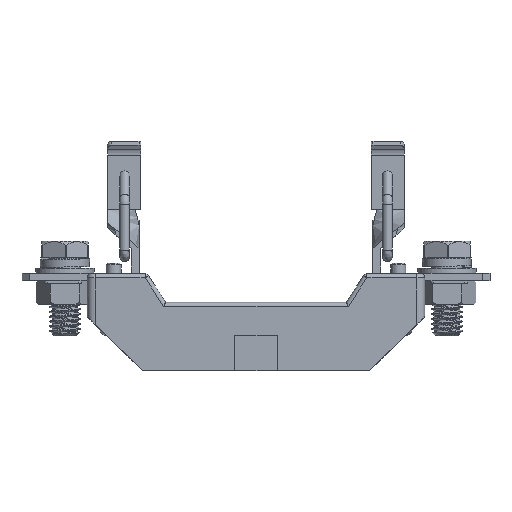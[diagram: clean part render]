
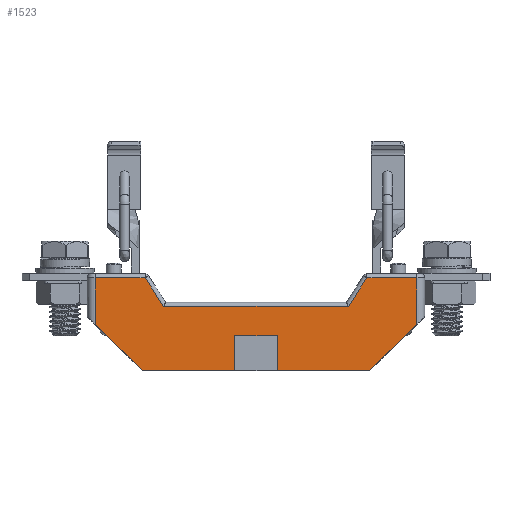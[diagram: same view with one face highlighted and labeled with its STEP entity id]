
A CAD part, left-side view. The second image highlights one B-rep face of the part: STEP entity #1523.
In plain terms, the highlighted planar face has unit normal (-1, 0, 0).
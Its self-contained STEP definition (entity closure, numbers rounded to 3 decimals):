
#1111=PLANE('',#10631);
#1523=ADVANCED_FACE('',(#2133),#1111,.F.);
#2133=FACE_OUTER_BOUND('',#2720,.T.);
#2720=EDGE_LOOP('',(#4231,#4232,#4233,#4234,#4235,#4236,#4237,#4238,#4239,
#4240,#4241,#4242,#4243,#4244));
#4231=ORIENTED_EDGE('',*,*,#7755,.F.);
#4232=ORIENTED_EDGE('',*,*,#7756,.T.);
#4233=ORIENTED_EDGE('',*,*,#7757,.F.);
#4234=ORIENTED_EDGE('',*,*,#7758,.F.);
#4235=ORIENTED_EDGE('',*,*,#7759,.F.);
#4236=ORIENTED_EDGE('',*,*,#7760,.F.);
#4237=ORIENTED_EDGE('',*,*,#7761,.F.);
#4238=ORIENTED_EDGE('',*,*,#7762,.T.);
#4239=ORIENTED_EDGE('',*,*,#7763,.F.);
#4240=ORIENTED_EDGE('',*,*,#7764,.T.);
#4241=ORIENTED_EDGE('',*,*,#7765,.T.);
#4242=ORIENTED_EDGE('',*,*,#7766,.T.);
#4243=ORIENTED_EDGE('',*,*,#7767,.F.);
#4244=ORIENTED_EDGE('',*,*,#7768,.F.);
#6683=VERTEX_POINT('',#20788);
#6684=VERTEX_POINT('',#20789);
#6685=VERTEX_POINT('',#20791);
#6686=VERTEX_POINT('',#20793);
#6687=VERTEX_POINT('',#20795);
#6688=VERTEX_POINT('',#20797);
#6689=VERTEX_POINT('',#20799);
#6690=VERTEX_POINT('',#20801);
#6691=VERTEX_POINT('',#20803);
#6692=VERTEX_POINT('',#20805);
#6693=VERTEX_POINT('',#20807);
#6694=VERTEX_POINT('',#20809);
#6695=VERTEX_POINT('',#20811);
#6696=VERTEX_POINT('',#20813);
#7755=EDGE_CURVE('',#6683,#6684,#9003,.T.);
#7756=EDGE_CURVE('',#6683,#6685,#9004,.T.);
#7757=EDGE_CURVE('',#6686,#6685,#9005,.T.);
#7758=EDGE_CURVE('',#6687,#6686,#9006,.T.);
#7759=EDGE_CURVE('',#6688,#6687,#9007,.T.);
#7760=EDGE_CURVE('',#6689,#6688,#9008,.T.);
#7761=EDGE_CURVE('',#6690,#6689,#9009,.T.);
#7762=EDGE_CURVE('',#6690,#6691,#9010,.T.);
#7763=EDGE_CURVE('',#6692,#6691,#9011,.T.);
#7764=EDGE_CURVE('',#6692,#6693,#9012,.T.);
#7765=EDGE_CURVE('',#6693,#6694,#9013,.T.);
#7766=EDGE_CURVE('',#6694,#6695,#9014,.T.);
#7767=EDGE_CURVE('',#6696,#6695,#9015,.T.);
#7768=EDGE_CURVE('',#6684,#6696,#9016,.T.);
#9003=LINE('',#20787,#9793);
#9004=LINE('',#20790,#9794);
#9005=LINE('',#20792,#9795);
#9006=LINE('',#20794,#9796);
#9007=LINE('',#20796,#9797);
#9008=LINE('',#20798,#9798);
#9009=LINE('',#20800,#9799);
#9010=LINE('',#20802,#9800);
#9011=LINE('',#20804,#9801);
#9012=LINE('',#20806,#9802);
#9013=LINE('',#20808,#9803);
#9014=LINE('',#20810,#9804);
#9015=LINE('',#20812,#9805);
#9016=LINE('',#20814,#9806);
#9793=VECTOR('',#11955,1.);
#9794=VECTOR('',#11956,1.);
#9795=VECTOR('',#11957,1.);
#9796=VECTOR('',#11958,1.);
#9797=VECTOR('',#11959,1.);
#9798=VECTOR('',#11960,1.);
#9799=VECTOR('',#11961,1.);
#9800=VECTOR('',#11962,1.);
#9801=VECTOR('',#11963,1.);
#9802=VECTOR('',#11964,1.);
#9803=VECTOR('',#11965,1.);
#9804=VECTOR('',#11966,1.);
#9805=VECTOR('',#11967,1.);
#9806=VECTOR('',#11968,1.);
#10631=AXIS2_PLACEMENT_3D('',#20815,#11969,#11970);
#11955=DIRECTION('',(0.,-0.545,-0.838));
#11956=DIRECTION('',(0.,1.,0.));
#11957=DIRECTION('',(0.,0.,1.));
#11958=DIRECTION('',(0.,0.716,0.698));
#11959=DIRECTION('',(0.,1.,0.));
#11960=DIRECTION('',(0.,0.,-1.));
#11961=DIRECTION('',(0.,1.,0.));
#11962=DIRECTION('',(0.,0.,-1.));
#11963=DIRECTION('',(0.,1.,0.));
#11964=DIRECTION('',(0.,-0.716,0.698));
#11965=DIRECTION('',(0.,0.,1.));
#11966=DIRECTION('',(0.,1.,0.));
#11967=DIRECTION('',(0.,-0.545,0.838));
#11968=DIRECTION('',(0.,-1.,0.));
#11969=DIRECTION('',(1.,0.,0.));
#11970=DIRECTION('',(0.,0.,-1.));
#20787=CARTESIAN_POINT('',(75.,-31.362,194.155));
#20788=CARTESIAN_POINT('',(75.,-30.812,195.));
#20789=CARTESIAN_POINT('',(75.,-35.557,187.7));
#20790=CARTESIAN_POINT('',(75.,-18.,195.));
#20791=CARTESIAN_POINT('',(75.,-18.,195.));
#20792=CARTESIAN_POINT('',(75.,-18.,285.2));
#20793=CARTESIAN_POINT('',(75.,-18.,183.049));
#20794=CARTESIAN_POINT('',(75.,-9.224,191.609));
#20795=CARTESIAN_POINT('',(75.,-30.15,171.2));
#20796=CARTESIAN_POINT('',(75.,-100.5,171.2));
#20797=CARTESIAN_POINT('',(75.,-53.75,171.2));
#20798=CARTESIAN_POINT('',(75.,-53.75,285.2));
#20799=CARTESIAN_POINT('',(75.,-53.75,180.2));
#20800=CARTESIAN_POINT('',(75.,-100.5,180.2));
#20801=CARTESIAN_POINT('',(75.,-64.75,180.2));
#20802=CARTESIAN_POINT('',(75.,-64.75,285.2));
#20803=CARTESIAN_POINT('',(75.,-64.75,171.2));
#20804=CARTESIAN_POINT('',(75.,-100.5,171.2));
#20805=CARTESIAN_POINT('',(75.,-88.35,171.2));
#20806=CARTESIAN_POINT('',(75.,-109.276,191.609));
#20807=CARTESIAN_POINT('',(75.,-100.5,183.049));
#20808=CARTESIAN_POINT('',(75.,-100.5,285.2));
#20809=CARTESIAN_POINT('',(75.,-100.5,195.));
#20810=CARTESIAN_POINT('',(75.,-88.338,195.));
#20811=CARTESIAN_POINT('',(75.,-87.688,195.));
#20812=CARTESIAN_POINT('',(75.,-83.238,188.155));
#20813=CARTESIAN_POINT('',(75.,-82.943,187.7));
#20814=CARTESIAN_POINT('',(75.,-100.5,187.7));
#20815=CARTESIAN_POINT('',(75.,-100.5,285.2));
